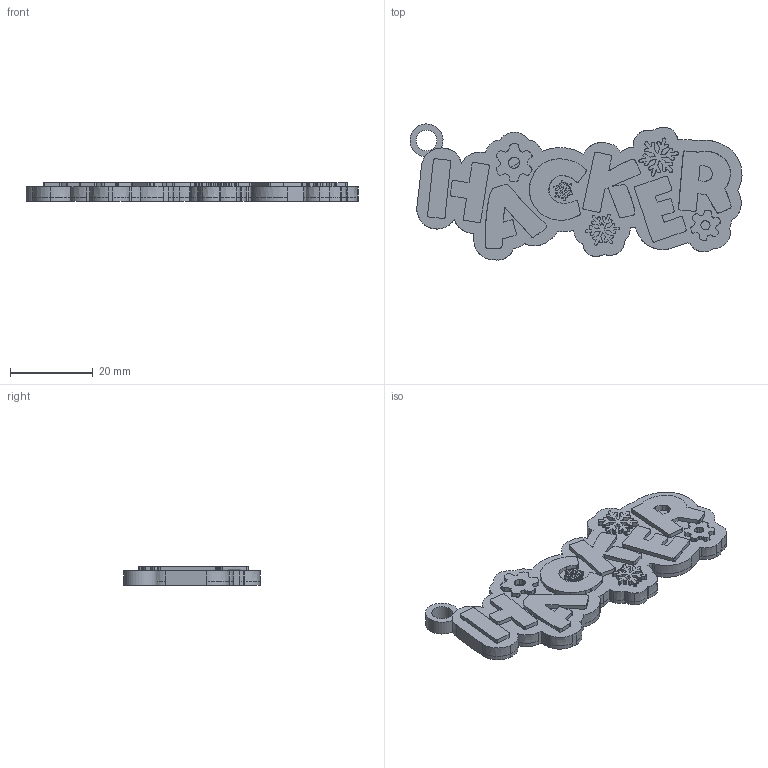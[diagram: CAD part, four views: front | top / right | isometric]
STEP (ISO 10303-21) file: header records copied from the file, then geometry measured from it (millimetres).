
FILE_DESCRIPTION(/* description */ (''),/* implementation_level */ '2;1');
FILE_NAME(/* name */ 'Hacker.step',/* time_stamp */ '2025-12-24T14:28:12-08:00',/* author */ (''),/* organization */ (''),/* preprocessor_version */ 'ST-DEVELOPER v20.1',/* originating_system */ 'Autodesk Translation Framework v14.21.0.0',/* authorisation */ '');
FILE_SCHEMA (('AUTOMOTIVE_DESIGN { 1 0 10303 214 3 1 1 }'));
Products named in the file (1): 2025-12-15-18-51-29-373
Bounding box: 80.27 x 32.9 x 4.5 mm (x, y, z)
Volume: 7434.2 mm3; surface area: 5739.3 mm2
Topology: 2 solids, 2 shells, 1223 faces, 3512 edges, 2253 vertices
Faces by surface type: bspline 669, plane 552, cylinder 2
Full cylindrical faces by diameter (mm): 5 x1
Entity records: 46857 total; most frequent: CARTESIAN_POINT 19951, ORIENTED_EDGE 7024, EDGE_CURVE 3512, DIRECTION 3383, LINE 2265, VECTOR 2265, VERTEX_POINT 2253, EDGE_LOOP 1268
